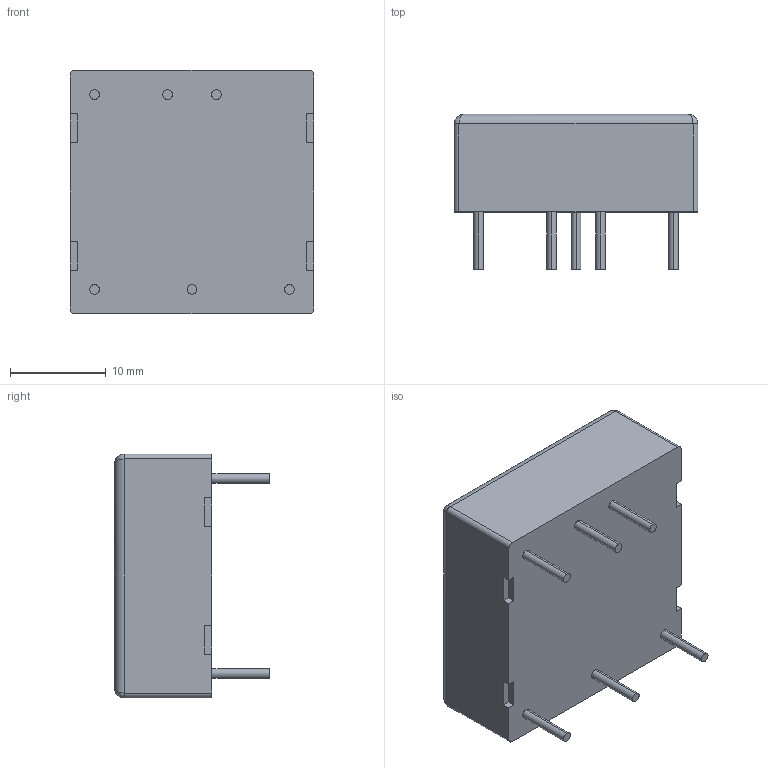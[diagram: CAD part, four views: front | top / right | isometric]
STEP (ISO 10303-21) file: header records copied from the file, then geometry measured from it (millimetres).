
FILE_DESCRIPTION (( 'STEP AP214' ), '1' );
FILE_NAME ('THL 25-2423.STEP', '2023-03-02T07:28:36', ( '' ), ( '' ), 'SwSTEP 2.0', 'SolidWorks 2017', '' );
FILE_SCHEMA (( 'AUTOMOTIVE_DESIGN' ));
Length unit declared in the file: millimetre
Products named in the file (2): THL 25-2423; THL 25-2423_THL 25-2423
Assembly tree (1 placements, depth 2):
  THL 25-2423
    THL 25-2423_THL 25-2423
Bounding box: 25.4 x 16.16 x 25.4 mm (x, y, z)
Volume: 6552.8 mm3; surface area: 2796.2 mm2
Topology: 8 solids, 8 shells, 70 faces, 150 edges, 92 vertices
Faces by surface type: plane 46, cylinder 20, bspline 4
Entity records: 2063 total; most frequent: CARTESIAN_POINT 452, DIRECTION 310, ORIENTED_EDGE 292, EDGE_CURVE 146, LINE 106, VECTOR 106, AXIS2_PLACEMENT_3D 102, VERTEX_POINT 92
